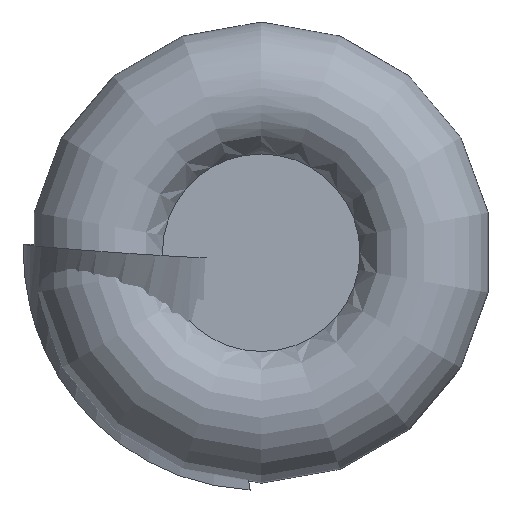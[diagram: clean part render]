
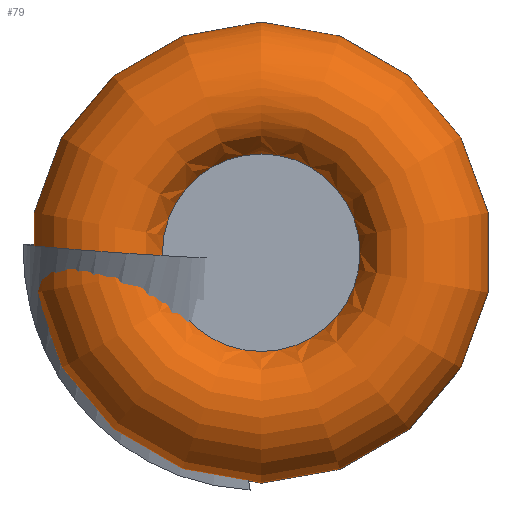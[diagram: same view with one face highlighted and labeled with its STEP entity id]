
A CAD part, left-side view. The second image highlights one B-rep face of the part: STEP entity #79.
In plain terms, the highlighted face is a revolution surface.
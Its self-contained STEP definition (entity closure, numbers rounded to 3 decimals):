
#55=SURFACE_OF_REVOLUTION('',#57,#56);
#56=AXIS1_PLACEMENT('',#412,#301);
#57=B_SPLINE_CURVE_WITH_KNOTS('',3,(#350,#351,#352,#353,#354,#355,#356,
#357,#358,#359,#360,#361,#362,#363,#364,#365,#366,#367,#368,#369,#370,#371,
#372,#373,#374,#375,#376,#377,#378,#379,#380,#381,#382,#383,#384,#385,#386,
#387,#388,#389,#390,#391,#392,#393,#394,#395,#396,#397,#398,#399,#400,#401,
#402,#403,#404,#405,#406,#407,#408,#409,#410,#411),.UNSPECIFIED.,.T.,.F.,
(2,2,2,2,2,2,2,2,2,2,2,2,2,2,2,2,2,2,2,2,2,2,2,2,2,2,2,2,2,2,2,2,2),(-0.063,
0.,0.031,0.063,0.094,0.125,0.156,0.188,0.219,0.25,0.281,0.313,
0.344,0.375,0.406,0.438,0.469,0.5,0.531,0.563,0.625,0.656,0.688,
0.719,0.75,0.781,0.813,0.844,0.875,0.906,0.938,1.,1.031),
 .UNSPECIFIED.);
#79=ADVANCED_FACE('',(#110,#111),#55,.T.);
#110=FACE_BOUND('',#138,.T.);
#111=FACE_BOUND('',#139,.T.);
#138=EDGE_LOOP('',(#168));
#139=EDGE_LOOP('',(#169));
#168=ORIENTED_EDGE('',*,*,#203,.F.);
#169=ORIENTED_EDGE('',*,*,#202,.T.);
#187=VERTEX_POINT('',#346);
#188=VERTEX_POINT('',#349);
#202=EDGE_CURVE('',#187,#187,#217,.T.);
#203=EDGE_CURVE('',#188,#188,#218,.T.);
#217=CIRCLE('',#243,10.3);
#218=CIRCLE('',#245,5.197);
#243=AXIS2_PLACEMENT_3D('',#345,#295,#296);
#245=AXIS2_PLACEMENT_3D('',#348,#299,#300);
#295=DIRECTION('',(-1.,0.,0.));
#296=DIRECTION('',(0.,0.,1.));
#299=DIRECTION('',(-1.,0.,0.));
#300=DIRECTION('',(0.,0.,1.));
#301=DIRECTION('',(-1.,0.,0.));
#345=CARTESIAN_POINT('',(8.448,0.,0.));
#346=CARTESIAN_POINT('',(8.448,0.,10.3));
#348=CARTESIAN_POINT('',(3.,0.,0.));
#349=CARTESIAN_POINT('',(3.,0.,5.197));
#350=CARTESIAN_POINT('',(4.417,4.872,0.));
#351=CARTESIAN_POINT('',(5.187,4.881,0.));
#352=CARTESIAN_POINT('',(5.442,4.901,0.));
#353=CARTESIAN_POINT('',(5.948,4.974,0.));
#354=CARTESIAN_POINT('',(6.2,5.028,0.));
#355=CARTESIAN_POINT('',(6.691,5.172,0.));
#356=CARTESIAN_POINT('',(6.929,5.263,0.));
#357=CARTESIAN_POINT('',(7.386,5.487,0.));
#358=CARTESIAN_POINT('',(7.608,5.623,0.));
#359=CARTESIAN_POINT('',(8.012,5.936,0.));
#360=CARTESIAN_POINT('',(8.196,6.114,0.));
#361=CARTESIAN_POINT('',(8.52,6.515,0.));
#362=CARTESIAN_POINT('',(8.655,6.731,0.));
#363=CARTESIAN_POINT('',(8.87,7.194,0.));
#364=CARTESIAN_POINT('',(8.95,7.442,0.));
#365=CARTESIAN_POINT('',(9.047,7.941,0.));
#366=CARTESIAN_POINT('',(9.065,8.196,0.));
#367=CARTESIAN_POINT('',(9.044,8.711,0.));
#368=CARTESIAN_POINT('',(9.005,8.962,0.));
#369=CARTESIAN_POINT('',(8.874,9.453,0.));
#370=CARTESIAN_POINT('',(8.781,9.695,0.));
#371=CARTESIAN_POINT('',(8.551,10.151,0.));
#372=CARTESIAN_POINT('',(8.414,10.364,0.));
#373=CARTESIAN_POINT('',(8.1,10.765,0.));
#374=CARTESIAN_POINT('',(7.921,10.953,0.));
#375=CARTESIAN_POINT('',(7.536,11.286,0.));
#376=CARTESIAN_POINT('',(7.33,11.434,0.));
#377=CARTESIAN_POINT('',(6.89,11.692,0.));
#378=CARTESIAN_POINT('',(6.655,11.802,0.));
#379=CARTESIAN_POINT('',(6.177,11.976,0.));
#380=CARTESIAN_POINT('',(5.932,12.041,0.));
#381=CARTESIAN_POINT('',(5.428,12.127,0.));
#382=CARTESIAN_POINT('',(5.17,12.148,0.));
#383=CARTESIAN_POINT('',(4.662,12.144,0.));
#384=CARTESIAN_POINT('',(4.409,12.119,0.));
#385=CARTESIAN_POINT('',(3.905,12.025,0.));
#386=CARTESIAN_POINT('',(3.658,11.955,0.));
#387=CARTESIAN_POINT('',(2.945,11.684,0.));
#388=CARTESIAN_POINT('',(2.498,11.414,0.));
#389=CARTESIAN_POINT('',(1.928,10.907,0.));
#390=CARTESIAN_POINT('',(1.751,10.718,0.));
#391=CARTESIAN_POINT('',(1.439,10.313,0.));
#392=CARTESIAN_POINT('',(1.304,10.097,0.));
#393=CARTESIAN_POINT('',(1.076,9.639,0.));
#394=CARTESIAN_POINT('',(0.984,9.397,0.));
#395=CARTESIAN_POINT('',(0.855,8.904,0.));
#396=CARTESIAN_POINT('',(0.816,8.648,0.));
#397=CARTESIAN_POINT('',(0.795,8.136,0.));
#398=CARTESIAN_POINT('',(0.813,7.882,0.));
#399=CARTESIAN_POINT('',(0.909,7.377,0.));
#400=CARTESIAN_POINT('',(0.987,7.132,0.));
#401=CARTESIAN_POINT('',(1.201,6.67,0.));
#402=CARTESIAN_POINT('',(1.339,6.448,0.));
#403=CARTESIAN_POINT('',(1.659,6.054,0.));
#404=CARTESIAN_POINT('',(1.841,5.878,0.));
#405=CARTESIAN_POINT('',(2.247,5.567,0.));
#406=CARTESIAN_POINT('',(2.469,5.434,0.));
#407=CARTESIAN_POINT('',(2.928,5.217,0.));
#408=CARTESIAN_POINT('',(3.17,5.13,0.));
#409=CARTESIAN_POINT('',(3.912,4.928,0.));
#410=CARTESIAN_POINT('',(4.417,4.872,0.));
#411=CARTESIAN_POINT('',(5.187,4.881,0.));
#412=CARTESIAN_POINT('',(0.,0.,0.));
